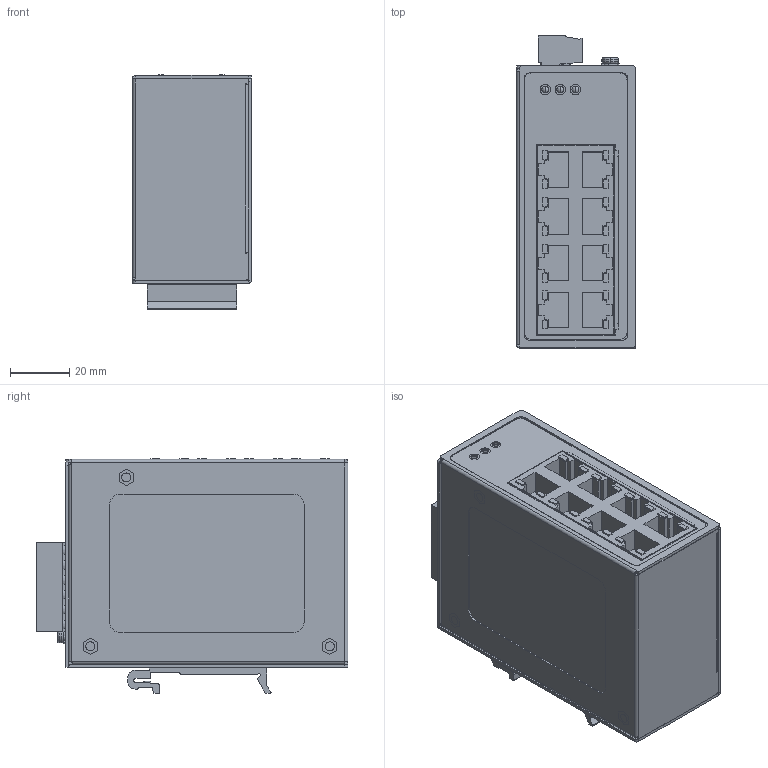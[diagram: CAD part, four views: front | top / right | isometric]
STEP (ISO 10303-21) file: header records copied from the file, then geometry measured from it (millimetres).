
FILE_DESCRIPTION (( 'STEP AP214' ), '1' );
FILE_NAME ('cet2-0800 fxt from this orig TB ext1 coord fxt.STEP', '2023-08-09T16:30:42', ( '' ), ( '' ), 'SwSTEP 2.0', 'SolidWorks 2021', '' );
FILE_SCHEMA (( 'AUTOMOTIVE_DESIGN' ));
Length unit declared in the file: inch
Products named in the file (1): cet2-0800 fxt from this orig TB ext1 coord fxt
Bounding box: 40 x 105 x 79.1 mm (x, y, z)
Volume: 72814.9 mm3; surface area: 80919.8 mm2
Topology: 22 solids, 22 shells, 2007 faces, 5026 edges, 3141 vertices
Faces by surface type: plane 1145, cylinder 610, bspline 148, cone 104
Entity records: 66402 total; most frequent: CARTESIAN_POINT 18292, ORIENTED_EDGE 9972, DIRECTION 9857, EDGE_CURVE 4986, VECTOR 3347, LINE 3347, AXIS2_PLACEMENT_3D 3255, VERTEX_POINT 3141
